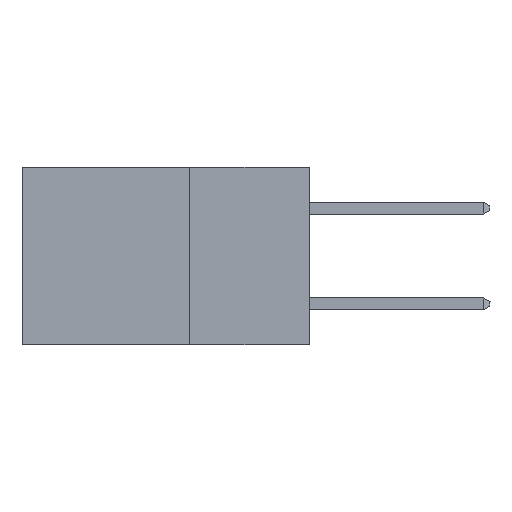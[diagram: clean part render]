
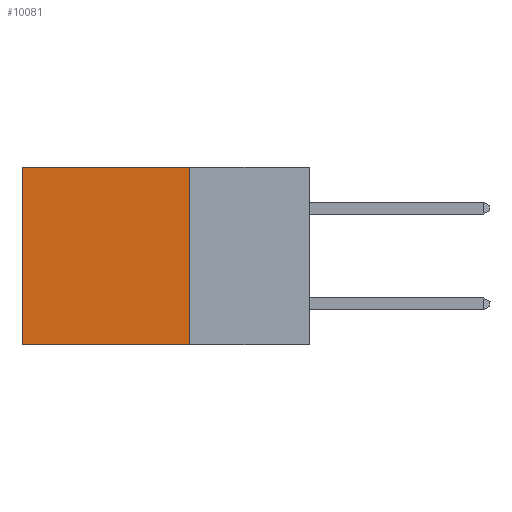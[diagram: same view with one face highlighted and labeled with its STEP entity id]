
A CAD part, left-side view. The second image highlights one B-rep face of the part: STEP entity #10081.
In plain terms, the highlighted planar face has unit normal (-1, 0, 0).
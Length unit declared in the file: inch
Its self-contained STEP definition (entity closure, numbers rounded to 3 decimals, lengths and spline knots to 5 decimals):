
#863 = ORIENTED_EDGE ( 'NONE', *, *, #32834, .F. ) ;
#2440 = ORIENTED_EDGE ( 'NONE', *, *, #28002, .T. ) ;
#2825 = VECTOR ( 'NONE', #5558, 39.37008 ) ;
#5558 = DIRECTION ( 'NONE',  ( 0., 0., -1. ) ) ;
#6114 = VECTOR ( 'NONE', #12581, 39.37008 ) ;
#6179 = PLANE ( 'NONE',  #23428 ) ;
#6438 = DIRECTION ( 'NONE',  ( 0., 0., -1. ) ) ;
#7544 = LINE ( 'NONE', #34454, #28038 ) ;
#8101 = CARTESIAN_POINT ( 'NONE',  ( 0.2875, 0.6, 0. ) ) ;
#9372 = DIRECTION ( 'NONE',  ( 1., 0., 0. ) ) ;
#10081 = ADVANCED_FACE ( 'NONE', ( #25943 ), #6179, .F. ) ;
#10230 = CARTESIAN_POINT ( 'NONE',  ( 0.2875, 0.25, 0. ) ) ;
#10568 = CARTESIAN_POINT ( 'NONE',  ( 0.2875, 0.6, 0. ) ) ;
#11465 = CARTESIAN_POINT ( 'NONE',  ( 0.2875, 0.25, -0.37 ) ) ;
#12581 = DIRECTION ( 'NONE',  ( 0., 0., -1. ) ) ;
#14545 = DIRECTION ( 'NONE',  ( 0., 1., 0. ) ) ;
#14981 = VECTOR ( 'NONE', #14545, 39.37008 ) ;
#16273 = ORIENTED_EDGE ( 'NONE', *, *, #23359, .F. ) ;
#17928 = EDGE_LOOP ( 'NONE', ( #2440, #16273, #863, #30405 ) ) ;
#19978 = EDGE_CURVE ( 'NONE', #22618, #38362, #7544, .T. ) ;
#21417 = LINE ( 'NONE', #8101, #2825 ) ;
#21719 = VERTEX_POINT ( 'NONE', #27246 ) ;
#22618 = VERTEX_POINT ( 'NONE', #10230 ) ;
#23359 = EDGE_CURVE ( 'NONE', #30877, #21719, #36877, .T. ) ;
#23428 = AXIS2_PLACEMENT_3D ( 'NONE', #30959, #9372, #6438 ) ;
#25943 = FACE_OUTER_BOUND ( 'NONE', #17928, .T. ) ;
#27246 = CARTESIAN_POINT ( 'NONE',  ( 0.2875, 0.6, -0.37 ) ) ;
#28002 = EDGE_CURVE ( 'NONE', #38362, #21719, #21417, .T. ) ;
#28038 = VECTOR ( 'NONE', #30972, 39.37008 ) ;
#29006 = LINE ( 'NONE', #33789, #6114 ) ;
#30405 = ORIENTED_EDGE ( 'NONE', *, *, #19978, .T. ) ;
#30877 = VERTEX_POINT ( 'NONE', #35874 ) ;
#30959 = CARTESIAN_POINT ( 'NONE',  ( 0.2875, 0.25, 0. ) ) ;
#30972 = DIRECTION ( 'NONE',  ( 0., 1., 0. ) ) ;
#32834 = EDGE_CURVE ( 'NONE', #22618, #30877, #29006, .T. ) ;
#33789 = CARTESIAN_POINT ( 'NONE',  ( 0.2875, 0.25, 0. ) ) ;
#34454 = CARTESIAN_POINT ( 'NONE',  ( 0.2875, 0.25, 0. ) ) ;
#35874 = CARTESIAN_POINT ( 'NONE',  ( 0.2875, 0.25, -0.37 ) ) ;
#36877 = LINE ( 'NONE', #11465, #14981 ) ;
#38362 = VERTEX_POINT ( 'NONE', #10568 ) ;
